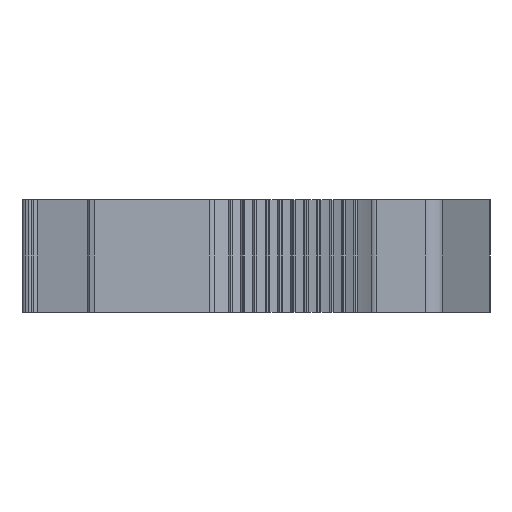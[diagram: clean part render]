
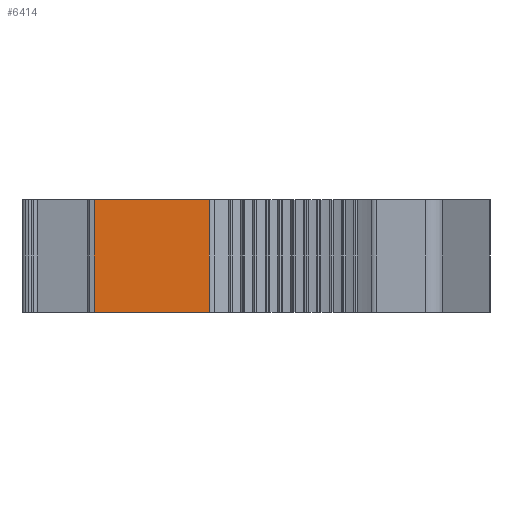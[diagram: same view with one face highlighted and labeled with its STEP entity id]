
A CAD part, left-side view. The second image highlights one B-rep face of the part: STEP entity #6414.
In plain terms, the highlighted planar face has unit normal (-1, 0, 0).
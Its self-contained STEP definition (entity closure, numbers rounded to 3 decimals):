
#350=DIRECTION('',(0.,1.,0.));
#351=VECTOR('',#350,12.443);
#352=CARTESIAN_POINT('',(-40.1,27.568,0.));
#353=LINE('',#352,#351);
#2181=DIRECTION('',(0.,0.,1.));
#2182=VECTOR('',#2181,12.2);
#2183=CARTESIAN_POINT('',(-40.1,27.568,-12.2));
#2184=LINE('',#2183,#2182);
#2185=DIRECTION('',(0.,1.,0.));
#2186=VECTOR('',#2185,12.443);
#2187=CARTESIAN_POINT('',(-40.1,27.568,-12.2));
#2188=LINE('',#2187,#2186);
#2189=DIRECTION('',(0.,0.,1.));
#2190=VECTOR('',#2189,12.2);
#2191=CARTESIAN_POINT('',(-40.1,40.011,-12.2));
#2192=LINE('',#2191,#2190);
#3459=CARTESIAN_POINT('',(-40.1,27.568,0.));
#3460=VERTEX_POINT('',#3459);
#3461=CARTESIAN_POINT('',(-40.1,40.011,0.));
#3462=VERTEX_POINT('',#3461);
#3987=CARTESIAN_POINT('',(-40.1,40.011,-12.2));
#3988=VERTEX_POINT('',#3987);
#3989=CARTESIAN_POINT('',(-40.1,27.568,-12.2));
#3990=VERTEX_POINT('',#3989);
#6402=CARTESIAN_POINT('',(-40.1,40.011,0.));
#6403=DIRECTION('',(-1.,0.,0.));
#6404=DIRECTION('',(0.,-1.,0.));
#6405=AXIS2_PLACEMENT_3D('',#6402,#6403,#6404);
#6406=PLANE('',#6405);
#6407=ORIENTED_EDGE('',*,*,#4481,.F.);
#6408=ORIENTED_EDGE('',*,*,#6397,.F.);
#6409=ORIENTED_EDGE('',*,*,#4972,.T.);
#6411=ORIENTED_EDGE('',*,*,#6410,.T.);
#6412=EDGE_LOOP('',(#6407,#6408,#6409,#6411));
#6413=FACE_OUTER_BOUND('',#6412,.F.);
#4481=EDGE_CURVE('',#3460,#3462,#353,.T.);
#4972=EDGE_CURVE('',#3990,#3988,#2188,.T.);
#6397=EDGE_CURVE('',#3990,#3460,#2184,.T.);
#6410=EDGE_CURVE('',#3988,#3462,#2192,.T.);
#6414=ADVANCED_FACE('',(#6413),#6406,.T.);
